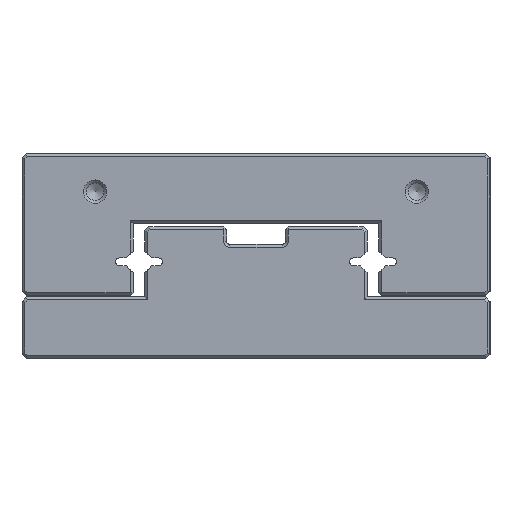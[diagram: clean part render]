
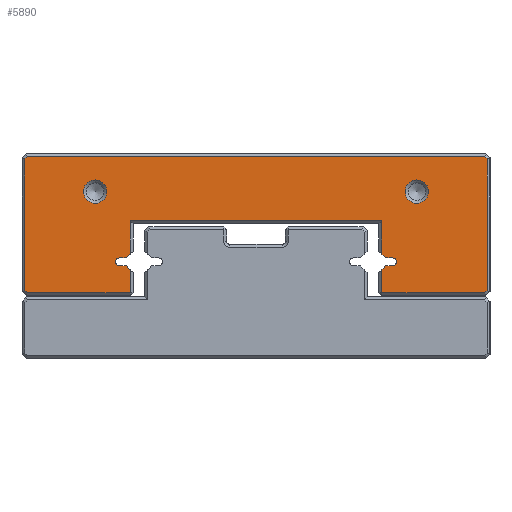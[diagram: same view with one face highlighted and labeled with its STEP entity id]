
A CAD part, left-side view. The second image highlights one B-rep face of the part: STEP entity #5890.
In plain terms, the highlighted planar face has unit normal (-1, 0, 0).
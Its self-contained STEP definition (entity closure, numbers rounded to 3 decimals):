
#5029=FACE_BOUND('',#9003,.T.);
#5030=FACE_BOUND('',#9004,.T.);
#5031=FACE_BOUND('',#9005,.T.);
#5473=CIRCLE('',#24507,0.667);
#5488=CIRCLE('',#24530,0.667);
#5492=CIRCLE('',#24540,2.);
#5493=CIRCLE('',#24541,2.);
#5890=ADVANCED_FACE('',(#5029,#5030,#5031),#6986,.T.);
#6986=PLANE('',#24542);
#9003=EDGE_LOOP('',(#11710,#11711,#11712,#11713,#11714,#11715,#11716,#11717,
#11718,#11719,#11720,#11721,#11722,#11723,#11724,#11725,#11726,#11727,#11728,
#11729,#11730,#11731,#11732,#11733));
#9004=EDGE_LOOP('',(#11734));
#9005=EDGE_LOOP('',(#11735));
#11710=ORIENTED_EDGE('',*,*,#18358,.F.);
#11711=ORIENTED_EDGE('',*,*,#18397,.T.);
#11712=ORIENTED_EDGE('',*,*,#18398,.T.);
#11713=ORIENTED_EDGE('',*,*,#18399,.T.);
#11714=ORIENTED_EDGE('',*,*,#18311,.F.);
#11715=ORIENTED_EDGE('',*,*,#18305,.F.);
#11716=ORIENTED_EDGE('',*,*,#18302,.F.);
#11717=ORIENTED_EDGE('',*,*,#18299,.F.);
#11718=ORIENTED_EDGE('',*,*,#18297,.F.);
#11719=ORIENTED_EDGE('',*,*,#18400,.T.);
#11720=ORIENTED_EDGE('',*,*,#18401,.T.);
#11721=ORIENTED_EDGE('',*,*,#18402,.T.);
#11722=ORIENTED_EDGE('',*,*,#18403,.T.);
#11723=ORIENTED_EDGE('',*,*,#18404,.T.);
#11724=ORIENTED_EDGE('',*,*,#18405,.T.);
#11725=ORIENTED_EDGE('',*,*,#18406,.T.);
#11726=ORIENTED_EDGE('',*,*,#18407,.T.);
#11727=ORIENTED_EDGE('',*,*,#18408,.T.);
#11728=ORIENTED_EDGE('',*,*,#18409,.T.);
#11729=ORIENTED_EDGE('',*,*,#18410,.T.);
#11730=ORIENTED_EDGE('',*,*,#18372,.F.);
#11731=ORIENTED_EDGE('',*,*,#18366,.F.);
#11732=ORIENTED_EDGE('',*,*,#18363,.F.);
#11733=ORIENTED_EDGE('',*,*,#18360,.F.);
#11734=ORIENTED_EDGE('',*,*,#18411,.T.);
#11735=ORIENTED_EDGE('',*,*,#18412,.T.);
#16295=VERTEX_POINT('',#32595);
#16296=VERTEX_POINT('',#32597);
#16297=VERTEX_POINT('',#32601);
#16299=VERTEX_POINT('',#32607);
#16301=VERTEX_POINT('',#32613);
#16306=VERTEX_POINT('',#32625);
#16338=VERTEX_POINT('',#32707);
#16339=VERTEX_POINT('',#32709);
#16340=VERTEX_POINT('',#32713);
#16342=VERTEX_POINT('',#32719);
#16344=VERTEX_POINT('',#32725);
#16349=VERTEX_POINT('',#32737);
#16370=VERTEX_POINT('',#32787);
#16371=VERTEX_POINT('',#32789);
#16372=VERTEX_POINT('',#32792);
#16373=VERTEX_POINT('',#32794);
#16374=VERTEX_POINT('',#32796);
#16375=VERTEX_POINT('',#32798);
#16376=VERTEX_POINT('',#32800);
#16377=VERTEX_POINT('',#32802);
#16378=VERTEX_POINT('',#32804);
#16379=VERTEX_POINT('',#32806);
#16380=VERTEX_POINT('',#32808);
#16381=VERTEX_POINT('',#32810);
#16382=VERTEX_POINT('',#32813);
#16383=VERTEX_POINT('',#32815);
#18297=EDGE_CURVE('',#16295,#16296,#20695,.T.);
#18299=EDGE_CURVE('',#16296,#16297,#20697,.T.);
#18302=EDGE_CURVE('',#16297,#16299,#5473,.T.);
#18305=EDGE_CURVE('',#16299,#16301,#20701,.T.);
#18311=EDGE_CURVE('',#16301,#16306,#20707,.T.);
#18358=EDGE_CURVE('',#16338,#16339,#20741,.T.);
#18360=EDGE_CURVE('',#16339,#16340,#20743,.T.);
#18363=EDGE_CURVE('',#16340,#16342,#5488,.T.);
#18366=EDGE_CURVE('',#16342,#16344,#20747,.T.);
#18372=EDGE_CURVE('',#16344,#16349,#20753,.T.);
#18397=EDGE_CURVE('',#16338,#16370,#20776,.T.);
#18398=EDGE_CURVE('',#16370,#16371,#20777,.T.);
#18399=EDGE_CURVE('',#16371,#16306,#20778,.T.);
#18400=EDGE_CURVE('',#16295,#16372,#20779,.T.);
#18401=EDGE_CURVE('',#16372,#16373,#20780,.T.);
#18402=EDGE_CURVE('',#16373,#16374,#20781,.T.);
#18403=EDGE_CURVE('',#16374,#16375,#20782,.T.);
#18404=EDGE_CURVE('',#16375,#16376,#20783,.T.);
#18405=EDGE_CURVE('',#16376,#16377,#20784,.T.);
#18406=EDGE_CURVE('',#16377,#16378,#20785,.T.);
#18407=EDGE_CURVE('',#16378,#16379,#20786,.T.);
#18408=EDGE_CURVE('',#16379,#16380,#20787,.T.);
#18409=EDGE_CURVE('',#16380,#16381,#20788,.T.);
#18410=EDGE_CURVE('',#16381,#16349,#20789,.T.);
#18411=EDGE_CURVE('',#16382,#16382,#5492,.T.);
#18412=EDGE_CURVE('',#16383,#16383,#5493,.T.);
#20695=LINE('',#32596,#22755);
#20697=LINE('',#32600,#22757);
#20701=LINE('',#32612,#22761);
#20707=LINE('',#32624,#22767);
#20741=LINE('',#32708,#22801);
#20743=LINE('',#32712,#22803);
#20747=LINE('',#32724,#22807);
#20753=LINE('',#32736,#22813);
#20776=LINE('',#32786,#22836);
#20777=LINE('',#32788,#22837);
#20778=LINE('',#32790,#22838);
#20779=LINE('',#32791,#22839);
#20780=LINE('',#32793,#22840);
#20781=LINE('',#32795,#22841);
#20782=LINE('',#32797,#22842);
#20783=LINE('',#32799,#22843);
#20784=LINE('',#32801,#22844);
#20785=LINE('',#32803,#22845);
#20786=LINE('',#32805,#22846);
#20787=LINE('',#32807,#22847);
#20788=LINE('',#32809,#22848);
#20789=LINE('',#32811,#22849);
#22755=VECTOR('',#26919,1.);
#22757=VECTOR('',#26923,1.);
#22761=VECTOR('',#26935,1.);
#22767=VECTOR('',#26943,1.);
#22801=VECTOR('',#27011,1.);
#22803=VECTOR('',#27015,1.);
#22807=VECTOR('',#27027,1.);
#22813=VECTOR('',#27035,1.);
#22836=VECTOR('',#27070,1.);
#22837=VECTOR('',#27071,1.);
#22838=VECTOR('',#27072,1.);
#22839=VECTOR('',#27073,1.);
#22840=VECTOR('',#27074,1.);
#22841=VECTOR('',#27075,1.);
#22842=VECTOR('',#27076,1.);
#22843=VECTOR('',#27077,1.);
#22844=VECTOR('',#27078,1.);
#22845=VECTOR('',#27079,1.);
#22846=VECTOR('',#27080,1.);
#22847=VECTOR('',#27081,1.);
#22848=VECTOR('',#27082,1.);
#22849=VECTOR('',#27083,1.);
#24507=AXIS2_PLACEMENT_3D('',#32606,#26928,#26929);
#24530=AXIS2_PLACEMENT_3D('',#32718,#27020,#27021);
#24540=AXIS2_PLACEMENT_3D('',#32812,#27084,#27085);
#24541=AXIS2_PLACEMENT_3D('',#32814,#27086,#27087);
#24542=AXIS2_PLACEMENT_3D('',#32816,#27088,#27089);
#26919=DIRECTION('',(0.,-0.707,0.707));
#26923=DIRECTION('',(0.,-1.,0.));
#26928=DIRECTION('',(-1.,0.,0.));
#26929=DIRECTION('',(0.,0.,-1.));
#26935=DIRECTION('',(0.,1.,0.));
#26943=DIRECTION('',(0.,0.707,0.707));
#27011=DIRECTION('',(0.,0.707,-0.707));
#27015=DIRECTION('',(0.,1.,0.));
#27020=DIRECTION('',(-1.,0.,0.));
#27021=DIRECTION('',(0.,0.,1.));
#27027=DIRECTION('',(0.,-1.,0.));
#27035=DIRECTION('',(0.,-0.707,-0.707));
#27070=DIRECTION('',(0.,0.,1.));
#27071=DIRECTION('',(0.,-1.,0.));
#27072=DIRECTION('',(0.,0.,-1.));
#27073=DIRECTION('',(0.,0.,-1.));
#27074=DIRECTION('',(0.,-1.,0.));
#27075=DIRECTION('',(0.,-0.707,0.707));
#27076=DIRECTION('',(0.,0.,1.));
#27077=DIRECTION('',(0.,0.707,0.707));
#27078=DIRECTION('',(0.,1.,0.));
#27079=DIRECTION('',(0.,0.707,-0.707));
#27080=DIRECTION('',(0.,0.,-1.));
#27081=DIRECTION('',(0.,-0.707,-0.707));
#27082=DIRECTION('',(0.,-1.,0.));
#27083=DIRECTION('',(0.,0.,1.));
#27084=DIRECTION('',(1.,0.,0.));
#27085=DIRECTION('',(0.,0.,-1.));
#27086=DIRECTION('',(1.,0.,0.));
#27087=DIRECTION('',(0.,0.,-1.));
#27088=DIRECTION('',(-1.,0.,0.));
#27089=DIRECTION('',(0.,0.,-1.));
#32595=CARTESIAN_POINT('',(80.,18.5,15.172));
#32596=CARTESIAN_POINT('',(80.,19.,14.672));
#32597=CARTESIAN_POINT('',(80.,17.838,15.833));
#32600=CARTESIAN_POINT('',(80.,17.838,15.833));
#32601=CARTESIAN_POINT('',(80.,16.667,15.833));
#32606=CARTESIAN_POINT('',(80.,16.667,16.5));
#32607=CARTESIAN_POINT('',(80.,16.667,17.167));
#32612=CARTESIAN_POINT('',(80.,16.667,17.167));
#32613=CARTESIAN_POINT('',(80.,17.838,17.167));
#32624=CARTESIAN_POINT('',(80.,17.838,17.167));
#32625=CARTESIAN_POINT('',(80.,18.5,17.828));
#32707=CARTESIAN_POINT('',(80.,61.5,17.828));
#32708=CARTESIAN_POINT('',(80.,61.,18.328));
#32709=CARTESIAN_POINT('',(80.,62.162,17.167));
#32712=CARTESIAN_POINT('',(80.,62.162,17.167));
#32713=CARTESIAN_POINT('',(80.,63.333,17.167));
#32718=CARTESIAN_POINT('',(80.,63.333,16.5));
#32719=CARTESIAN_POINT('',(80.,63.333,15.833));
#32724=CARTESIAN_POINT('',(80.,63.333,15.833));
#32725=CARTESIAN_POINT('',(80.,62.162,15.833));
#32736=CARTESIAN_POINT('',(80.,62.162,15.833));
#32737=CARTESIAN_POINT('',(80.,61.5,15.172));
#32786=CARTESIAN_POINT('',(80.,61.5,23.));
#32787=CARTESIAN_POINT('',(80.,61.5,23.5));
#32788=CARTESIAN_POINT('',(80.,19.,23.5));
#32789=CARTESIAN_POINT('',(80.,18.5,23.5));
#32790=CARTESIAN_POINT('',(80.,18.5,18.328));
#32791=CARTESIAN_POINT('',(80.,18.5,10.7));
#32792=CARTESIAN_POINT('',(80.,18.5,11.2));
#32793=CARTESIAN_POINT('',(80.,0.7,11.2));
#32794=CARTESIAN_POINT('',(80.,0.907,11.2));
#32795=CARTESIAN_POINT('',(80.,6.137,5.97));
#32796=CARTESIAN_POINT('',(80.,0.5,11.607));
#32797=CARTESIAN_POINT('',(80.,0.5,34.3));
#32798=CARTESIAN_POINT('',(80.,0.5,34.093));
#32799=CARTESIAN_POINT('',(80.,-0.213,33.38));
#32800=CARTESIAN_POINT('',(80.,0.907,34.5));
#32801=CARTESIAN_POINT('',(80.,79.3,34.5));
#32802=CARTESIAN_POINT('',(80.,79.093,34.5));
#32803=CARTESIAN_POINT('',(80.,56.88,56.713));
#32804=CARTESIAN_POINT('',(80.,79.5,34.093));
#32805=CARTESIAN_POINT('',(80.,79.5,11.4));
#32806=CARTESIAN_POINT('',(80.,79.5,11.607));
#32807=CARTESIAN_POINT('',(80.,50.53,-17.363));
#32808=CARTESIAN_POINT('',(80.,79.093,11.2));
#32809=CARTESIAN_POINT('',(80.,61.,11.2));
#32810=CARTESIAN_POINT('',(80.,61.5,11.2));
#32811=CARTESIAN_POINT('',(80.,61.5,14.672));
#32812=CARTESIAN_POINT('',(80.,12.5,28.5));
#32813=CARTESIAN_POINT('',(80.,12.5,26.5));
#32814=CARTESIAN_POINT('',(80.,67.5,28.5));
#32815=CARTESIAN_POINT('',(80.,67.5,26.5));
#32816=CARTESIAN_POINT('',(80.,16.667,16.5));
